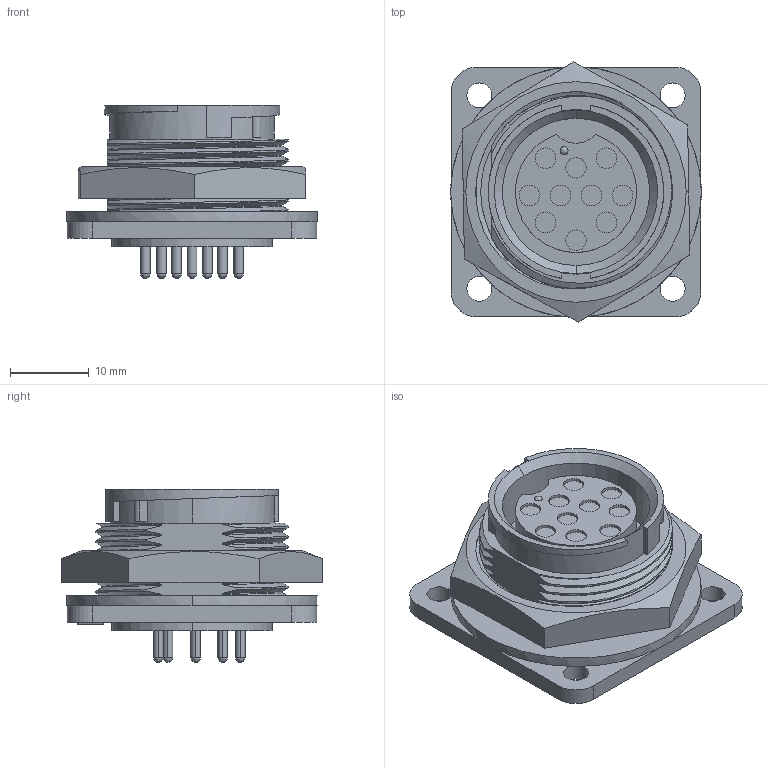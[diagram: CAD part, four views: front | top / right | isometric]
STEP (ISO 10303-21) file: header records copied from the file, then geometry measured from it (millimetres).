
FILE_DESCRIPTION (( 'STEP AP203' ), '1' );
FILE_NAME ('14381-10SG-300.STEP', '2012-08-20T14:32:20', ( '21FPBF1' ), ( 'Conxall' ), 'SwSTEP 2.0', 'SolidWorks 2011', '' );
FILE_SCHEMA (( 'CONFIG_CONTROL_DESIGN' ));
Length unit declared in the file: inch
Products named in the file (1): 14381-10SG-300
Bounding box: 31.75 x 32.99 x 21.93 mm (x, y, z)
Volume: 8460.7 mm3; surface area: 6198.6 mm2
Topology: 2 solids, 2 shells, 234 faces, 611 edges, 388 vertices
Faces by surface type: cylinder 99, plane 90, bspline 41, cone 4
Entity records: 15449 total; most frequent: CARTESIAN_POINT 10015, ORIENTED_EDGE 1182, DIRECTION 1033, EDGE_CURVE 591, VERTEX_POINT 388, AXIS2_PLACEMENT_3D 383, EDGE_LOOP 271, VECTOR 267
